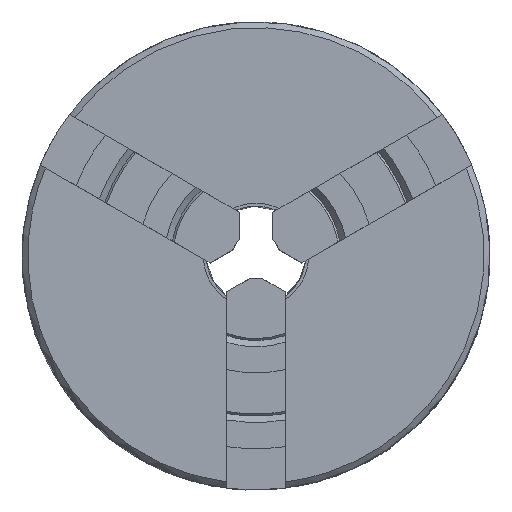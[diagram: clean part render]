
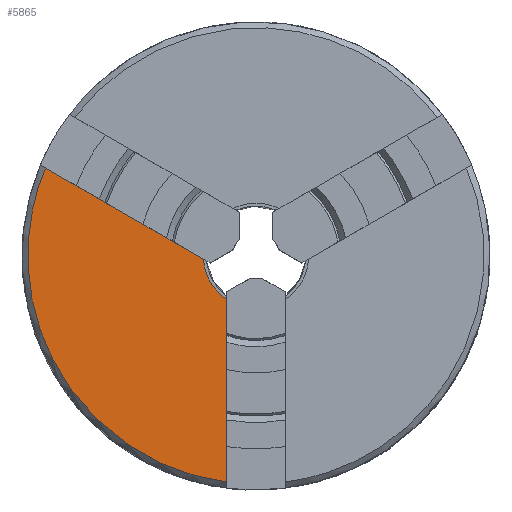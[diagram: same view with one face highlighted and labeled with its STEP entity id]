
A CAD part, top view. The second image highlights one B-rep face of the part: STEP entity #5865.
In plain terms, the highlighted free-form (B-spline) face has degree [1, 1] with [2, 2] control points.
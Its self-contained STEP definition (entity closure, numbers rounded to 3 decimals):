
#5837 = VERTEX_POINT('',#5838);
#5838 = CARTESIAN_POINT('',(-51.516,21.48,
    64.402));
#5846 = VERTEX_POINT('',#5847);
#5847 = CARTESIAN_POINT('',(-7.156,-55.354,
    64.402));
#5853 = EDGE_CURVE('',#5846,#5837,#5854,.T.);
#5854 = ( BOUNDED_CURVE() B_SPLINE_CURVE(2,(#5855,#5856,#5857),
.UNSPECIFIED.,.F.,.F.) B_SPLINE_CURVE_WITH_KNOTS((3,3),(4.841,
6.678),.PIECEWISE_BEZIER_KNOTS.) CURVE() 
GEOMETRIC_REPRESENTATION_ITEM() RATIONAL_B_SPLINE_CURVE((1.,
0.607,1.)) REPRESENTATION_ITEM('') );
#5855 = CARTESIAN_POINT('',(-7.156,-55.354,
    64.402));
#5856 = CARTESIAN_POINT('',(-79.645,-45.983,
    64.402));
#5857 = CARTESIAN_POINT('',(-51.516,21.48,
    64.402));
#5865 = ADVANCED_FACE('',(#5866),#5889,.F.);
#5866 = FACE_BOUND('',#5867,.T.);
#5867 = EDGE_LOOP('',(#5868,#5869,#5876,#5884));
#5868 = ORIENTED_EDGE('',*,*,#5853,.F.);
#5869 = ORIENTED_EDGE('',*,*,#5870,.T.);
#5870 = EDGE_CURVE('',#5846,#5871,#5873,.T.);
#5871 = VERTEX_POINT('',#5872);
#5872 = CARTESIAN_POINT('',(-7.156,-10.71,
    64.402));
#5873 = B_SPLINE_CURVE_WITH_KNOTS('',1,(#5874,#5875),.UNSPECIFIED.,.F.,
  .F.,(2,2),(0.,31.195),.PIECEWISE_BEZIER_KNOTS.);
#5874 = CARTESIAN_POINT('',(-7.156,-55.354,
    64.402));
#5875 = CARTESIAN_POINT('',(-7.156,-10.71,
    64.402));
#5876 = ORIENTED_EDGE('',*,*,#5877,.T.);
#5877 = EDGE_CURVE('',#5871,#5878,#5880,.T.);
#5878 = VERTEX_POINT('',#5879);
#5879 = CARTESIAN_POINT('',(-12.853,-0.842,
    64.402));
#5880 = ( BOUNDED_CURVE() B_SPLINE_CURVE(2,(#5881,#5882,#5883),
.UNSPECIFIED.,.F.,.F.) B_SPLINE_CURVE_WITH_KNOTS((3,3),(5.301,
6.218),.PIECEWISE_BEZIER_KNOTS.) CURVE() 
GEOMETRIC_REPRESENTATION_ITEM() RATIONAL_B_SPLINE_CURVE((1.,
0.897,1.)) REPRESENTATION_ITEM('') );
#5881 = CARTESIAN_POINT('',(-7.156,-10.71,
    64.402));
#5882 = CARTESIAN_POINT('',(-12.437,-7.181,
    64.402));
#5883 = CARTESIAN_POINT('',(-12.853,-0.842,
    64.402));
#5884 = ORIENTED_EDGE('',*,*,#5885,.T.);
#5885 = EDGE_CURVE('',#5878,#5837,#5886,.T.);
#5886 = B_SPLINE_CURVE_WITH_KNOTS('',1,(#5887,#5888),.UNSPECIFIED.,.F.,
  .F.,(2,2),(0.,31.195),.PIECEWISE_BEZIER_KNOTS.);
#5887 = CARTESIAN_POINT('',(-12.853,-0.842,
    64.402));
#5888 = CARTESIAN_POINT('',(-51.516,21.48,
    64.402));
#5889 = B_SPLINE_SURFACE_WITH_KNOTS('',1,1,(
    (#5890,#5891)
    ,(#5892,#5893
    )),.UNSPECIFIED.,.F.,.F.,.F.,(2,2),(2,2),(5.,39.),(-38.678,
    15.009),.PIECEWISE_BEZIER_KNOTS.);
#5890 = CARTESIAN_POINT('',(-7.156,-55.354,
    64.402));
#5891 = CARTESIAN_POINT('',(-7.156,21.48,
    64.402));
#5892 = CARTESIAN_POINT('',(-55.815,-55.354,
    64.402));
#5893 = CARTESIAN_POINT('',(-55.815,21.48,
    64.402));
